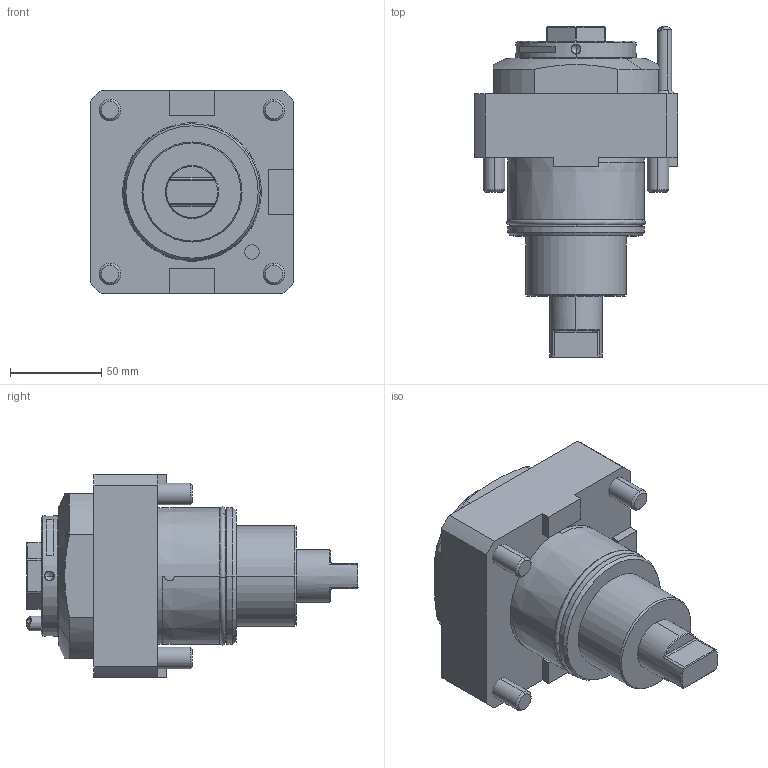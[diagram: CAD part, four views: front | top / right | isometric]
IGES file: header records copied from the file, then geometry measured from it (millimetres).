
Start section:  PTC IGES file: ngt2_75_105_32_1_do.igs
Global section: file name: ngt2_75_105_32_1_do.igs; native system: Pro/ENGINEER by Parametric Technology Corporation; preprocessor: 2010280; author: vali; organization: Unknown; date: 20230929.104109; units: millimetre
Bounding box: 112 x 182.34 x 112 mm (x, y, z)
Volume: 902802.3 mm3; surface area: 77725.3 mm2
Topology: 2 solids, 2 shells, 182 faces, 445 edges, 278 vertices
Faces by surface type: revolution 99, bspline 83
